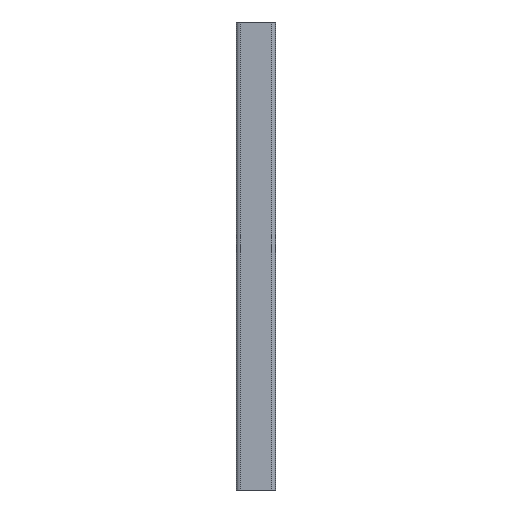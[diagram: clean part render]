
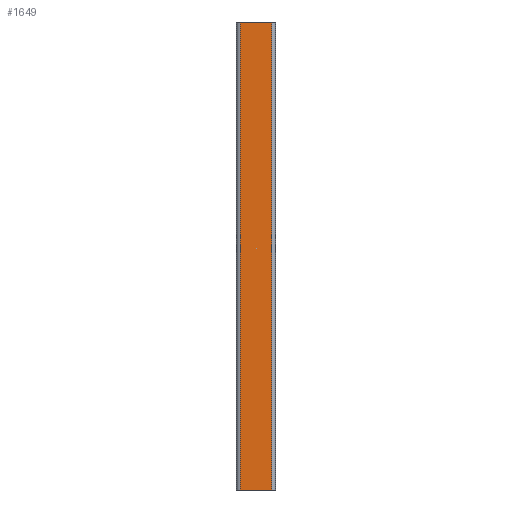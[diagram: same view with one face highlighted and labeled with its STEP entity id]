
A CAD part, front view. The second image highlights one B-rep face of the part: STEP entity #1649.
In plain terms, the highlighted planar face has unit normal (0, -1, 0).
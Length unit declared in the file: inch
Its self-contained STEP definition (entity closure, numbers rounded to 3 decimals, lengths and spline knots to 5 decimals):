
#262 = LINE ( 'NONE', #892, #278 ) ;
#278 = VECTOR ( 'NONE', #1514, 39.37008 ) ;
#376 = CARTESIAN_POINT ( 'NONE',  ( 0.4, -0.5, 0. ) ) ;
#411 = DIRECTION ( 'NONE',  ( 0., -1., 0. ) ) ;
#425 = EDGE_CURVE ( 'NONE', #440, #1079, #714, .T. ) ;
#440 = VERTEX_POINT ( 'NONE', #1182 ) ;
#451 = EDGE_CURVE ( 'NONE', #869, #568, #723, .T. ) ;
#549 = DIRECTION ( 'NONE',  ( 1., 0., 0. ) ) ;
#560 = FACE_OUTER_BOUND ( 'NONE', #1307, .T. ) ;
#568 = VERTEX_POINT ( 'NONE', #376 ) ;
#625 = ORIENTED_EDGE ( 'NONE', *, *, #451, .T. ) ;
#714 = LINE ( 'NONE', #1339, #1544 ) ;
#723 = LINE ( 'NONE', #1349, #1391 ) ;
#726 = ORIENTED_EDGE ( 'NONE', *, *, #425, .F. ) ;
#798 = ORIENTED_EDGE ( 'NONE', *, *, #1614, .F. ) ;
#842 = EDGE_CURVE ( 'NONE', #869, #440, #262, .T. ) ;
#869 = VERTEX_POINT ( 'NONE', #1202 ) ;
#892 = CARTESIAN_POINT ( 'NONE',  ( 0.4, -0.5, -12. ) ) ;
#1035 = DIRECTION ( 'NONE',  ( 1., 0., 0. ) ) ;
#1079 = VERTEX_POINT ( 'NONE', #1282 ) ;
#1182 = CARTESIAN_POINT ( 'NONE',  ( -0.4, -0.5, -12. ) ) ;
#1190 = PLANE ( 'NONE',  #1815 ) ;
#1202 = CARTESIAN_POINT ( 'NONE',  ( 0.4, -0.5, -12. ) ) ;
#1282 = CARTESIAN_POINT ( 'NONE',  ( -0.4, -0.5, 0. ) ) ;
#1307 = EDGE_LOOP ( 'NONE', ( #798, #726, #1728, #625 ) ) ;
#1336 = LINE ( 'NONE', #1975, #1545 ) ;
#1339 = CARTESIAN_POINT ( 'NONE',  ( -0.4, -0.5, -1. ) ) ;
#1349 = CARTESIAN_POINT ( 'NONE',  ( 0.4, -0.5, -1. ) ) ;
#1391 = VECTOR ( 'NONE', #1989, 39.37008 ) ;
#1514 = DIRECTION ( 'NONE',  ( -1., 0., 0. ) ) ;
#1544 = VECTOR ( 'NONE', #1978, 39.37008 ) ;
#1545 = VECTOR ( 'NONE', #549, 39.37008 ) ;
#1614 = EDGE_CURVE ( 'NONE', #1079, #568, #1336, .T. ) ;
#1649 = ADVANCED_FACE ( 'NONE', ( #560 ), #1190, .T. ) ;
#1728 = ORIENTED_EDGE ( 'NONE', *, *, #842, .F. ) ;
#1815 = AXIS2_PLACEMENT_3D ( 'NONE', #1827, #411, #1035 ) ;
#1827 = CARTESIAN_POINT ( 'NONE',  ( 0.4, -0.5, -1. ) ) ;
#1975 = CARTESIAN_POINT ( 'NONE',  ( 0.4, -0.5, 0. ) ) ;
#1978 = DIRECTION ( 'NONE',  ( 0., 0., 1. ) ) ;
#1989 = DIRECTION ( 'NONE',  ( 0., 0., 1. ) ) ;
